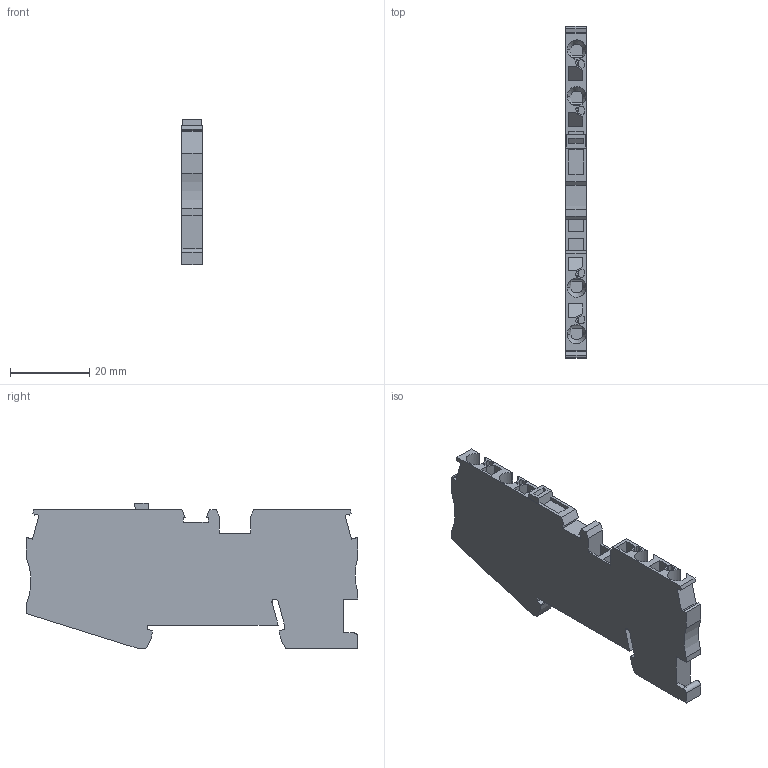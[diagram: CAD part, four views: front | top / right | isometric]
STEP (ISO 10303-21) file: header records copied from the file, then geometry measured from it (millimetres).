
FILE_DESCRIPTION(('Creo Elements/Direct Modeling STEP Export'),'2;1');
FILE_NAME('model.stp','2020-09-09T 0:30:31',(''),(''),'Creo Elements/Direct Modeling STEP processor for AP214 (Solid Model)','Creo Elements/Direct Modeling 20.1A 29-Sep-2018 (C) Parametric Technology GmbH','');
FILE_SCHEMA(('AUTOMOTIVE_DESIGN { 1 0 10303 214 1 1 1 1 }'));
Length unit declared in the file: millimetre
Products named in the file (2): st25quattro_mt_bu_select
Assembly tree (1 placements, depth 2):
  st25quattro_mt_bu_select
    st25quattro_mt_bu_select
Bounding box: 5.15 x 84 x 36.85 mm (x, y, z)
Volume: 11075.5 mm3; surface area: 8305.2 mm2
Topology: 1 solids, 1 shells, 279 faces, 777 edges, 510 vertices
Faces by surface type: plane 211, cylinder 48, cone 20
Entity records: 13440 total; most frequent: CARTESIAN_POINT 3965, ORIENTED_EDGE 1554, DIRECTION 1398, EDGE_CURVE 777, VECTOR 600, LINE 600, VERTEX_POINT 510, AXIS2_PLACEMENT_3D 399
